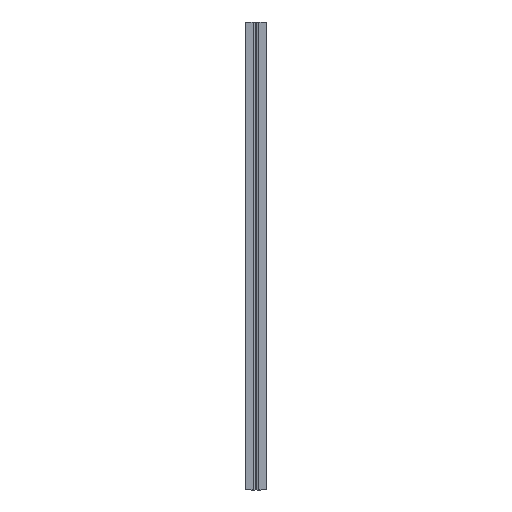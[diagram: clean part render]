
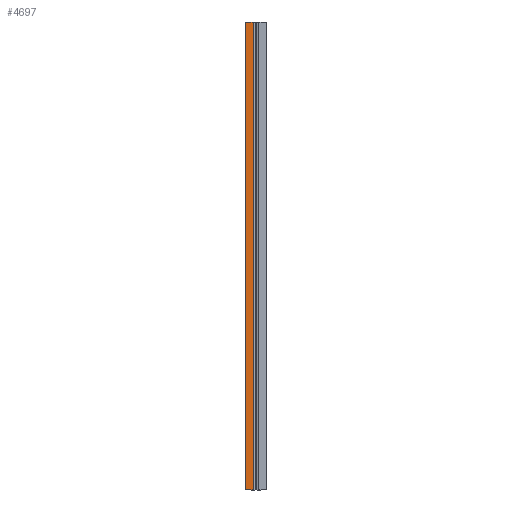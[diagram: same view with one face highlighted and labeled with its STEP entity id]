
A CAD part, front view. The second image highlights one B-rep face of the part: STEP entity #4697.
In plain terms, the highlighted planar face has unit normal (0, -1, 0).
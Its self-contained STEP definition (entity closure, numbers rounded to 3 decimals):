
#707=DIRECTION('',(1.,0.,0.));
#708=VECTOR('',#707,16.5);
#709=CARTESIAN_POINT('',(-22.5,-22.5,0.));
#710=LINE('',#709,#708);
#1611=DIRECTION('',(1.,0.,0.));
#1612=VECTOR('',#1611,16.5);
#1613=CARTESIAN_POINT('',(-22.5,-22.5,1000.));
#1614=LINE('',#1613,#1612);
#2363=DIRECTION('',(0.,0.,1.));
#2364=VECTOR('',#2363,1000.);
#2365=CARTESIAN_POINT('',(-22.5,-22.5,0.));
#2366=LINE('',#2365,#2364);
#2370=DIRECTION('',(0.,0.,1.));
#2371=VECTOR('',#2370,1000.);
#2372=CARTESIAN_POINT('',(-6.,-22.5,0.));
#2373=LINE('',#2372,#2371);
#3053=CARTESIAN_POINT('',(-22.5,-22.5,0.));
#3054=CARTESIAN_POINT('',(-22.5,-22.5,1000.));
#3055=VERTEX_POINT('',#3053);
#3056=VERTEX_POINT('',#3054);
#3117=CARTESIAN_POINT('',(-6.,-22.5,0.));
#3118=VERTEX_POINT('',#3117);
#3129=CARTESIAN_POINT('',(-6.,-22.5,1000.));
#3130=VERTEX_POINT('',#3129);
#4684=CARTESIAN_POINT('',(-22.5,-22.5,0.));
#4685=DIRECTION('',(0.,-1.,0.));
#4686=DIRECTION('',(1.,0.,0.));
#4687=AXIS2_PLACEMENT_3D('',#4684,#4685,#4686);
#4688=PLANE('',#4687);
#4689=ORIENTED_EDGE('',*,*,#3634,.F.);
#4691=ORIENTED_EDGE('',*,*,#4690,.T.);
#4692=ORIENTED_EDGE('',*,*,#3951,.T.);
#4694=ORIENTED_EDGE('',*,*,#4693,.F.);
#4695=EDGE_LOOP('',(#4689,#4691,#4692,#4694));
#4696=FACE_OUTER_BOUND('',#4695,.F.);
#3634=EDGE_CURVE('',#3055,#3118,#710,.T.);
#3951=EDGE_CURVE('',#3056,#3130,#1614,.T.);
#4690=EDGE_CURVE('',#3055,#3056,#2366,.T.);
#4693=EDGE_CURVE('',#3118,#3130,#2373,.T.);
#4697=ADVANCED_FACE('',(#4696),#4688,.T.);
